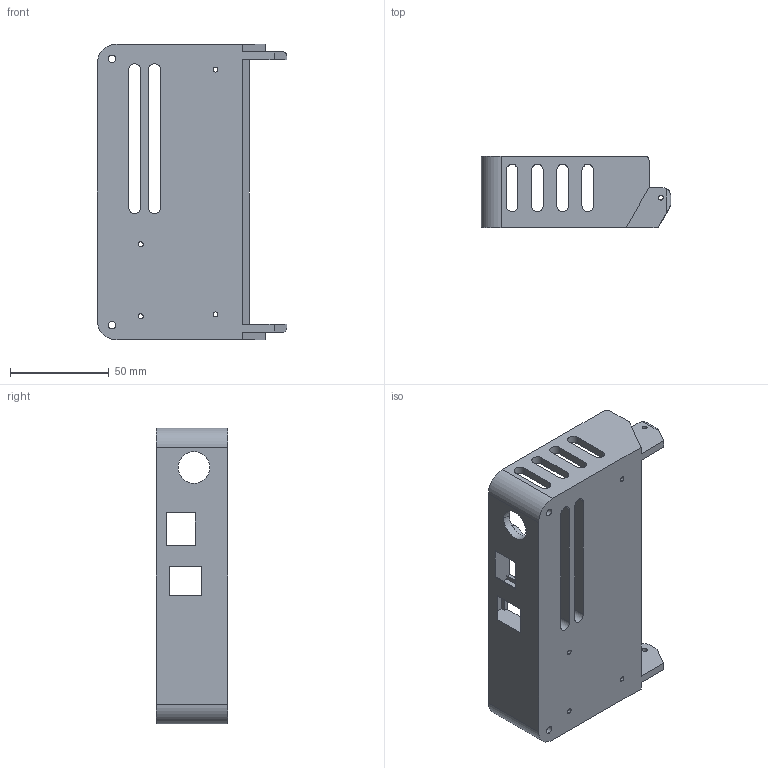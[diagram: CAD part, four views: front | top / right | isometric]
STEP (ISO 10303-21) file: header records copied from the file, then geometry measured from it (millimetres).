
FILE_DESCRIPTION (( 'STEP AP214' ), '1' );
FILE_NAME ('J1 Base Enclosure Tray.STEP', '2023-09-07T16:18:20', ( '' ), ( '' ), 'SwSTEP 2.0', 'SolidWorks 2021', '' );
FILE_SCHEMA (( 'AUTOMOTIVE_DESIGN' ));
Length unit declared in the file: millimetre
Products named in the file (1): J1 Base Enclosure Tray
Bounding box: 96 x 36 x 150 mm (x, y, z)
Volume: 105691.8 mm3; surface area: 46868.4 mm2
Topology: 1 solids, 1 shells, 165 faces, 474 edges, 315 vertices
Faces by surface type: plane 92, cylinder 73
Entity records: 5614 total; most frequent: CARTESIAN_POINT 1046, ORIENTED_EDGE 948, DIRECTION 938, EDGE_CURVE 474, LINE 324, VECTOR 324, VERTEX_POINT 315, AXIS2_PLACEMENT_3D 307
